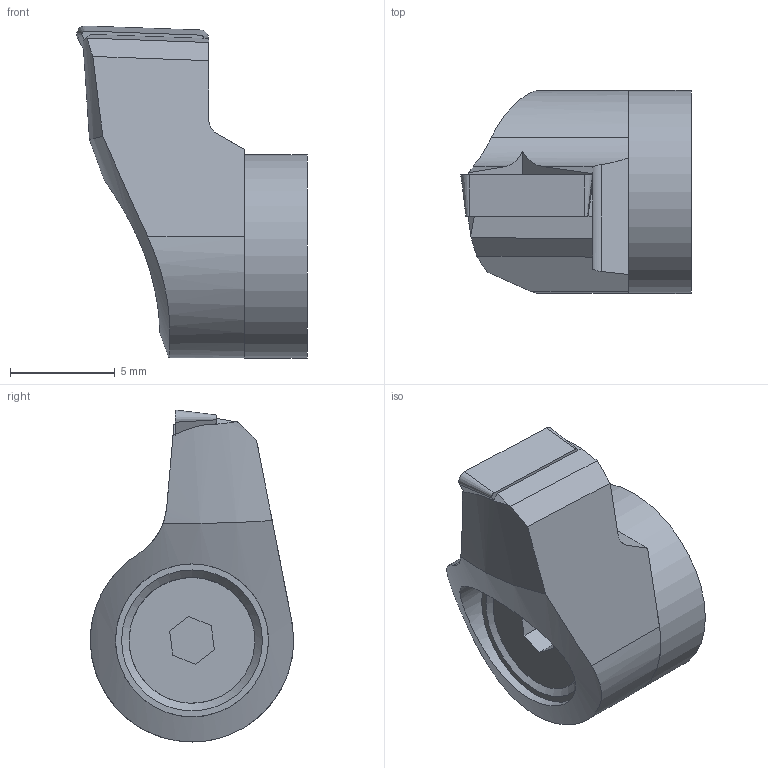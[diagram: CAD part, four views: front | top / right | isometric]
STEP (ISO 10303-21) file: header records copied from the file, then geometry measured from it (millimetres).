
FILE_DESCRIPTION(/* description */ (''),/* implementation_level */ '2;1');
FILE_NAME(/* name */ '1552655222089.stp',/* time_stamp */ '2019-03-15T14:07:16+01:00',/* author */ (''),/* organization */ ('SMS'),/* preprocessor_version */ 'ST-DEVELOPER v15',/* originating_system */ 'SIEMENS PLM Software NX 8.5',/* authorisation */ '');
FILE_SCHEMA (('AUTOMOTIVE_DESIGN { 1 0 10303 214 3 1 1 1 }'));
Length unit declared in the file: millimetre
Products named in the file (7): ASSEMBLY_CONSTRUCTION; IsoTurningInsert; 202060147mod000_00; 111164761mod000_01; 202060825mod000_00; 202153405mod000_00
Assembly tree (6 placements, depth 3):
  202153405mod000_00
    111164761mod000_01
    202060825mod000_00
      202060147mod000_00
      IsoTurningInsert
      ASSEMBLY_CONSTRUCTION
    ASSEMBLY_CONSTRUCTION
Bounding box: 11 x 9.7 x 15.85 mm (x, y, z)
Volume: 692.8 mm3; surface area: 811.8 mm2
Topology: 3 solids, 3 shells, 50 faces, 119 edges, 89 vertices
Faces by surface type: plane 30, cylinder 10, cone 6, torus 4
Full cylindrical faces by diameter (mm): 2.2 x2, 6 x1, 7.3 x1, 9.7 x1
Entity records: 1708 total; most frequent: CARTESIAN_POINT 322, DIRECTION 265, ORIENTED_EDGE 202, AXIS2_PLACEMENT_3D 103, EDGE_CURVE 101, VERTEX_POINT 73, EDGE_LOOP 68, LINE 59
